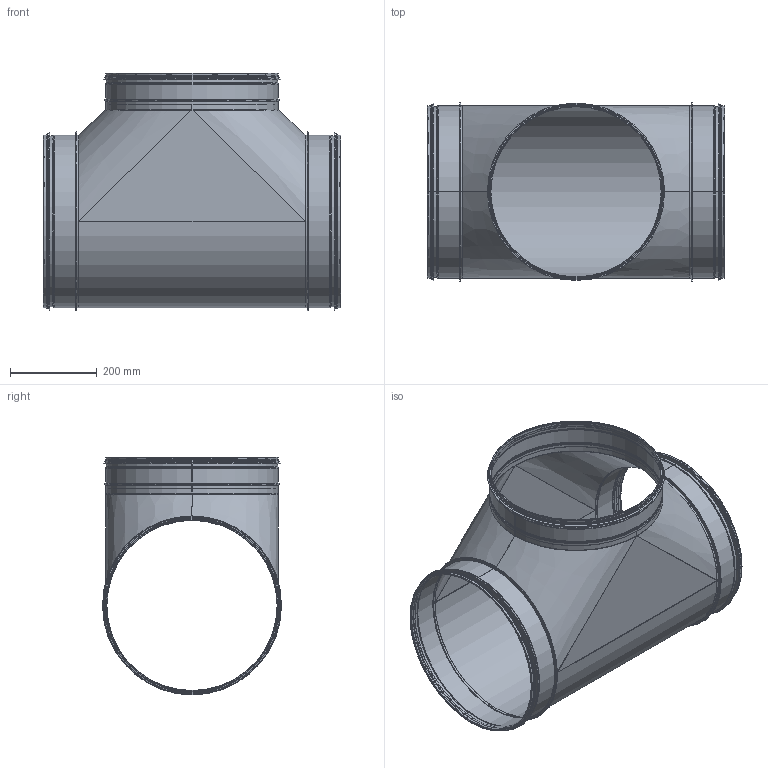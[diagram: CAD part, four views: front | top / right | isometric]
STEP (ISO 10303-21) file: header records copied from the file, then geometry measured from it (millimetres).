
FILE_DESCRIPTION((''),'2;1');
FILE_NAME('HTK_400-400.stp','2014-02-21T07:13:15',(''),(''),'Autodesk Inventor 2013','Autodesk Inventor 2013','');
FILE_SCHEMA(('AUTOMOTIVE_DESIGN { 1 2 10303 214 0 1 1 1 }'));
Length unit declared in the file: millimetre
Products named in the file (11): HTK_400-400; HTKRörämne_400-400; HTKRörämnesdel2-400-400; HTKRörämnesdel1-400-400; HTKRörämnesdel3-400-400; HTKRörämnesdel4-400-400; StosStödsick-400; StosStödsickRörämne-400; 999009; StosMedFals-400; StosMedFalsRörämne-400
Assembly tree (13 placements, depth 3):
  HTK_400-400
    HTKRörämne_400-400
      HTKRörämnesdel2-400-400
      HTKRörämnesdel1-400-400
      HTKRörämnesdel3-400-400
      HTKRörämnesdel4-400-400  x2
    StosStödsick-400
      StosStödsickRörämne-400
      999009
    StosMedFals-400  x2
      StosMedFalsRörämne-400
      999009
Bounding box: 687 x 413.3 x 549.25 mm (x, y, z)
Volume: 493289.7 mm3; surface area: 2315977.1 mm2
Topology: 10 solids, 11 shells, 297 faces, 579 edges, 305 vertices
Faces by surface type: plane 145, torus 60, cylinder 50, cone 22, bspline 20
Full cylindrical faces by diameter (mm): 393 x3, 394 x3, 395.2 x3, 397.3 x1, 397.8 x18, 398.3 x1, 398.8 x9, 401.8 x2, 404.2 x3, 408.8 x2, 409.2 x3
Entity records: 6018 total; most frequent: CARTESIAN_POINT 1643, DIRECTION 898, ORIENTED_EDGE 722, EDGE_CURVE 363, AXIS2_PLACEMENT_3D 354, EDGE_LOOP 210, STYLED_ITEM 198, VERTEX_POINT 195
